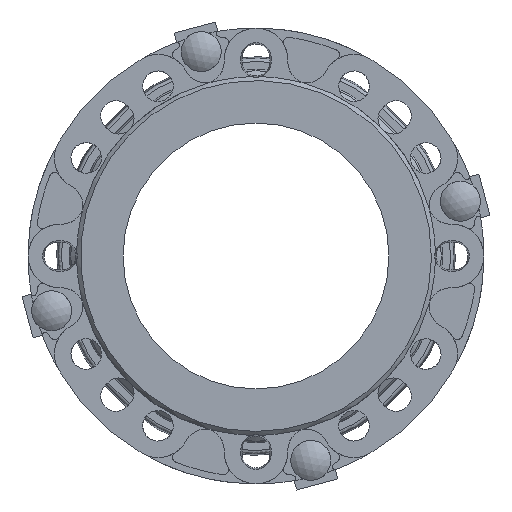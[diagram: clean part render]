
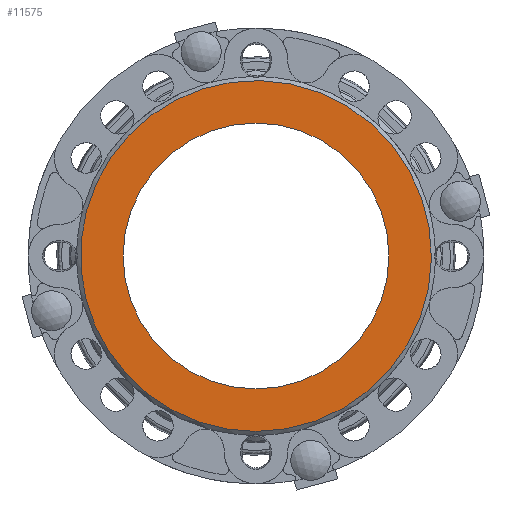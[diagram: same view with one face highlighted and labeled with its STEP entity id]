
A CAD part, front view. The second image highlights one B-rep face of the part: STEP entity #11575.
In plain terms, the highlighted planar face has unit normal (0, -1, 0).
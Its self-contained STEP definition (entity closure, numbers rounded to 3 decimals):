
#1150 = CARTESIAN_POINT ( 'NONE',  ( 0., 0., 100. ) ) ;
#1209 = CARTESIAN_POINT ( 'NONE',  ( 0., 0., -132. ) ) ;
#2371 = AXIS2_PLACEMENT_3D ( 'NONE', #16338, #16327, #16326 ) ;
#2414 = AXIS2_PLACEMENT_3D ( 'NONE', #13527, #13526, #13525 ) ;
#2570 = EDGE_CURVE ( 'NONE', #11765, #11765, #6897, .T. ) ;
#3455 = EDGE_CURVE ( 'NONE', #11820, #11820, #5631, .T. ) ;
#3458 = AXIS2_PLACEMENT_3D ( 'NONE', #11893, #11892, #11891 ) ;
#5119 = FACE_BOUND ( 'NONE', #12709, .T. ) ;
#5122 = FACE_OUTER_BOUND ( 'NONE', #12704, .T. ) ;
#5631 = CIRCLE ( 'NONE', #3458, 100. ) ;
#6897 = CIRCLE ( 'NONE', #2414, 132. ) ;
#10090 = ORIENTED_EDGE ( 'NONE', *, *, #2570, .T. ) ;
#11095 = ORIENTED_EDGE ( 'NONE', *, *, #3455, .T. ) ;
#11575 = ADVANCED_FACE ( 'NONE', ( #5119, #5122 ), #16329, .F. ) ;
#11765 = VERTEX_POINT ( 'NONE', #1209 ) ;
#11820 = VERTEX_POINT ( 'NONE', #1150 ) ;
#11891 = DIRECTION ( 'NONE',  ( 0., 0., 1. ) ) ;
#11892 = DIRECTION ( 'NONE',  ( 0., 1., 0. ) ) ;
#11893 = CARTESIAN_POINT ( 'NONE',  ( 0., 0., 0. ) ) ;
#12704 = EDGE_LOOP ( 'NONE', ( #10090 ) ) ;
#12709 = EDGE_LOOP ( 'NONE', ( #11095 ) ) ;
#13525 = DIRECTION ( 'NONE',  ( 0., 0., -1. ) ) ;
#13526 = DIRECTION ( 'NONE',  ( 0., -1., 0. ) ) ;
#13527 = CARTESIAN_POINT ( 'NONE',  ( 0., 0., 0. ) ) ;
#16326 = DIRECTION ( 'NONE',  ( 0., 0., 1. ) ) ;
#16327 = DIRECTION ( 'NONE',  ( 0., 1., 0. ) ) ;
#16329 = PLANE ( 'NONE',  #2371 ) ;
#16338 = CARTESIAN_POINT ( 'NONE',  ( 0., 0., 0. ) ) ;
